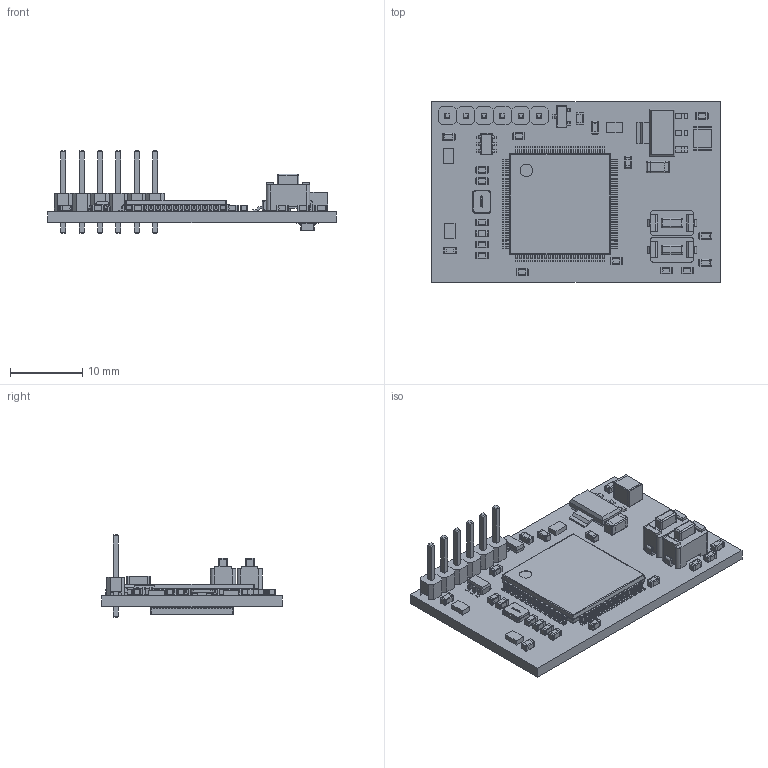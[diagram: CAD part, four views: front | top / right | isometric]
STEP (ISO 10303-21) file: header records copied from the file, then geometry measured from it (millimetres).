
FILE_DESCRIPTION(('Open CASCADE Model'),'2;1');
FILE_NAME('Open CASCADE Shape Model','2025-07-29T01:38:58',('Author'),( 'Open CASCADE'),'Open CASCADE STEP processor 7.5','Open CASCADE 7.5' ,'Unknown');
FILE_SCHEMA(('AUTOMOTIVE_DESIGN { 1 0 10303 214 1 1 1 1 }'));
Length unit declared in the file: millimetre
Products named in the file (67): PCB; Board; Open CASCADE STEP translator 7.5 1.1.1; XP2; 6327885920; ZQ1; 6327890400; XP1; User Library-PLS-1; VT1; SOT-23; S2; 147873-1; S1; R6; NTC-0603-T0.9; Open CASCADE STEP translator 7.5 1.8.1.1; Open CASCADE STEP translator 7.5 1.8.1.2; R5; R4; R3; R2; R1; HL3; 6485904992; Extruded; HL2; 6485904672; HL1; DD1; 6327886160; Open CASCADE STEP translator 6.8 2.1; Body; Open CASCADE STEP translator 6.8 2.2.1; Leader; D2; 6327886560; D1; SOT223-3; C15 ...
Assembly tree (188 placements, depth 5):
  PCB
    Board
      Open CASCADE STEP translator 7.5 1.1.1
    XP2
      6327885920
    ZQ1
      6327890400
    XP1
      User Library-PLS-1  x6
    VT1
      SOT-23
    S2
      147873-1
    S1
      147873-1
    R6
      NTC-0603-T0.9
        Open CASCADE STEP translator 7.5 1.8.1.1
        Open CASCADE STEP translator 7.5 1.8.1.2
    R5
      NTC-0603-T0.9
        Open CASCADE STEP translator 7.5 1.8.1.1
        Open CASCADE STEP translator 7.5 1.8.1.2
    R4
      NTC-0603-T0.9
        Open CASCADE STEP translator 7.5 1.8.1.1
        Open CASCADE STEP translator 7.5 1.8.1.2
    R3
      NTC-0603-T0.9
        Open CASCADE STEP translator 7.5 1.8.1.1
        Open CASCADE STEP translator 7.5 1.8.1.2
    R2
      NTC-0603-T0.9
        Open CASCADE STEP translator 7.5 1.8.1.1
        Open CASCADE STEP translator 7.5 1.8.1.2
    R1
      NTC-0603-T0.9
        Open CASCADE STEP translator 7.5 1.8.1.1
        Open CASCADE STEP translator 7.5 1.8.1.2
    HL3
      6485904992
        Extruded
    HL2
      6485904672
        Extruded
    HL1
      6485904672
        Extruded
    DD1
      6327886160
        Open CASCADE STEP translator 6.8 2.1
        Body
          Open CASCADE STEP translator 6.8 2.2.1
        Leader  x50
        Leader  x50
    D2
      6327886560
    D1
      SOT223-3
      SOT223-3
Bounding box: 40 x 25 x 11.44 mm (x, y, z)
Volume: 2189.5 mm3; surface area: 4003.3 mm2
Topology: 219 solids, 220 shells, 4782 faces, 10970 edges, 6617 vertices
Faces by surface type: plane 3320, cylinder 1211, sphere 184, bspline 51, torus 12, cone 4
Full cylindrical faces by diameter (mm): 1.75 x1
Entity records: 56331 total; most frequent: CARTESIAN_POINT 12536, DIRECTION 8405, ORIENTED_EDGE 8227, EDGE_CURVE 4114, LINE 3041, VECTOR 3041, AXIS2_PLACEMENT_3D 2682, VERTEX_POINT 2649
